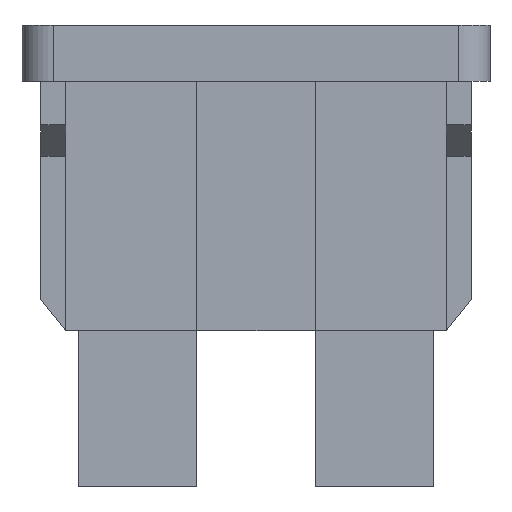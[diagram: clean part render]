
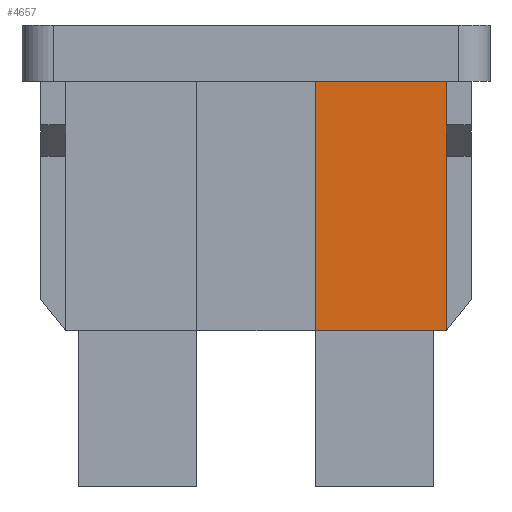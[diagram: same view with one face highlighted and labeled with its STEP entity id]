
A CAD part, front view. The second image highlights one B-rep face of the part: STEP entity #4657.
In plain terms, the highlighted planar face has unit normal (0, -1, 0).
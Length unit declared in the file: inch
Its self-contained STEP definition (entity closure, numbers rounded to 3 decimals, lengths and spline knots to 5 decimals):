
#160 = VERTEX_POINT ( 'NONE', #2820 ) ;
#175 = DIRECTION ( 'NONE',  ( 0., 0., 1. ) ) ;
#176 = LINE ( 'NONE', #2951, #3572 ) ;
#478 = VERTEX_POINT ( 'NONE', #724 ) ;
#591 = EDGE_CURVE ( 'NONE', #3352, #478, #2040, .T. ) ;
#698 = CARTESIAN_POINT ( 'NONE',  ( 0.68, 0.0675, 0. ) ) ;
#724 = CARTESIAN_POINT ( 'NONE',  ( 0.47, 0.0675, -0.4 ) ) ;
#908 = EDGE_CURVE ( 'NONE', #3352, #2588, #5132, .T. ) ;
#926 = EDGE_CURVE ( 'NONE', #478, #2604, #2449, .T. ) ;
#1015 = DIRECTION ( 'NONE',  ( 0., 0., 1. ) ) ;
#1959 = CARTESIAN_POINT ( 'NONE',  ( 0.68, 0.0675, -0.4 ) ) ;
#1995 = DIRECTION ( 'NONE',  ( 0., 1., 0. ) ) ;
#2040 = LINE ( 'NONE', #4131, #5002 ) ;
#2081 = DIRECTION ( 'NONE',  ( 0., 0., 1. ) ) ;
#2240 = ORIENTED_EDGE ( 'NONE', *, *, #926, .F. ) ;
#2273 = EDGE_CURVE ( 'NONE', #2588, #160, #176, .T. ) ;
#2330 = ORIENTED_EDGE ( 'NONE', *, *, #5041, .T. ) ;
#2449 = LINE ( 'NONE', #3034, #3339 ) ;
#2588 = VERTEX_POINT ( 'NONE', #5240 ) ;
#2604 = VERTEX_POINT ( 'NONE', #4280 ) ;
#2820 = CARTESIAN_POINT ( 'NONE',  ( 0.68, 0.0675, 0. ) ) ;
#2914 = ORIENTED_EDGE ( 'NONE', *, *, #591, .F. ) ;
#2951 = CARTESIAN_POINT ( 'NONE',  ( 0.68, 0.0675, -0.4 ) ) ;
#3034 = CARTESIAN_POINT ( 'NONE',  ( 0.47, 0.0675, -0.4 ) ) ;
#3175 = DIRECTION ( 'NONE',  ( -1., 0., 0. ) ) ;
#3339 = VECTOR ( 'NONE', #175, 39.37008 ) ;
#3352 = VERTEX_POINT ( 'NONE', #4167 ) ;
#3368 = PLANE ( 'NONE',  #5484 ) ;
#3405 = VECTOR ( 'NONE', #2081, 39.37008 ) ;
#3572 = VECTOR ( 'NONE', #1015, 39.37008 ) ;
#3688 = DIRECTION ( 'NONE',  ( -1., 0., 0. ) ) ;
#4114 = FACE_OUTER_BOUND ( 'NONE', #4286, .T. ) ;
#4131 = CARTESIAN_POINT ( 'NONE',  ( 0.68, 0.0675, -0.4 ) ) ;
#4146 = ORIENTED_EDGE ( 'NONE', *, *, #2273, .T. ) ;
#4167 = CARTESIAN_POINT ( 'NONE',  ( 0.68, 0.0675, -0.4 ) ) ;
#4280 = CARTESIAN_POINT ( 'NONE',  ( 0.47, 0.0675, 0. ) ) ;
#4286 = EDGE_LOOP ( 'NONE', ( #2330, #2240, #2914, #6038, #4146 ) ) ;
#4396 = LINE ( 'NONE', #698, #5688 ) ;
#4657 = ADVANCED_FACE ( 'NONE', ( #4114 ), #3368, .F. ) ;
#4804 = DIRECTION ( 'NONE',  ( 0., 0., 1. ) ) ;
#5002 = VECTOR ( 'NONE', #3175, 39.37008 ) ;
#5041 = EDGE_CURVE ( 'NONE', #160, #2604, #4396, .T. ) ;
#5132 = LINE ( 'NONE', #5367, #3405 ) ;
#5240 = CARTESIAN_POINT ( 'NONE',  ( 0.68, 0.0675, -0.10864 ) ) ;
#5367 = CARTESIAN_POINT ( 'NONE',  ( 0.68, 0.0675, -0.4 ) ) ;
#5484 = AXIS2_PLACEMENT_3D ( 'NONE', #1959, #1995, #4804 ) ;
#5688 = VECTOR ( 'NONE', #3688, 39.37008 ) ;
#6038 = ORIENTED_EDGE ( 'NONE', *, *, #908, .T. ) ;
